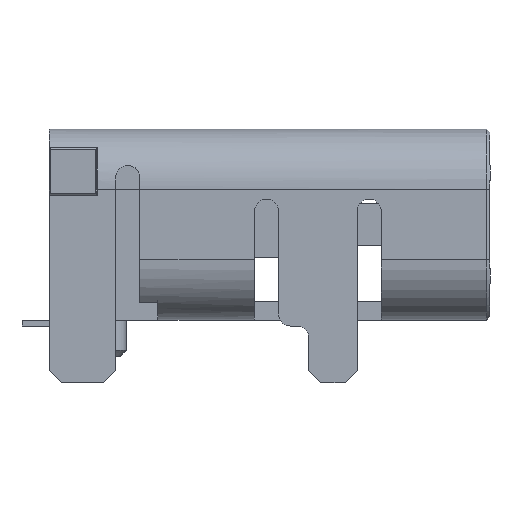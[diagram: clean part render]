
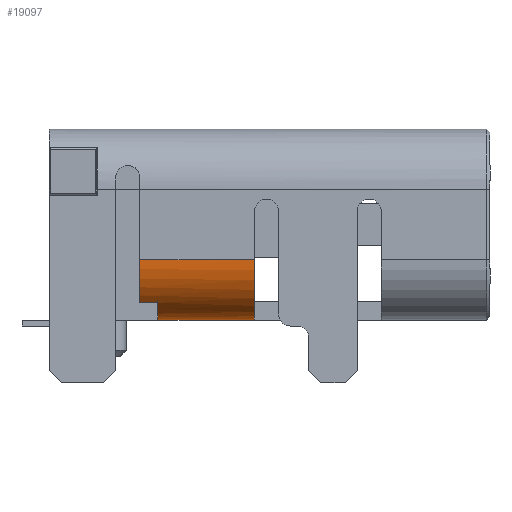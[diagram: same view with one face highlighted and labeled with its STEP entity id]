
A CAD part, left-side view. The second image highlights one B-rep face of the part: STEP entity #19097.
In plain terms, the highlighted cylindrical face has radius 1 mm (diameter 2 mm), a partial arc.
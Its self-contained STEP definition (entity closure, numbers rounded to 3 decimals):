
#14127 = PLANE('',#14128);
#14128 = AXIS2_PLACEMENT_3D('',#14129,#14130,#14131);
#14129 = CARTESIAN_POINT('',(0.,-0.225,1.04));
#14130 = DIRECTION('',(0.,0.,1.));
#14131 = DIRECTION('',(-1.,0.,0.));
#15618 = VERTEX_POINT('',#15619);
#15619 = CARTESIAN_POINT('',(-3.47,0.025,
    1.04));
#15633 = PLANE('',#15634);
#15634 = AXIS2_PLACEMENT_3D('',#15635,#15636,#15637);
#15635 = CARTESIAN_POINT('',(-4.47,0.025,
    3.04));
#15636 = DIRECTION('',(0.,1.,0.));
#15637 = DIRECTION('',(0.,0.,-1.));
#15645 = EDGE_CURVE('',#15618,#15646,#15648,.T.);
#15646 = VERTEX_POINT('',#15647);
#15647 = CARTESIAN_POINT('',(-3.47,1.625,
    1.04));
#15648 = SURFACE_CURVE('',#15649,(#15653,#15660),.PCURVE_S1.);
#15649 = LINE('',#15650,#15651);
#15650 = CARTESIAN_POINT('',(-3.47,-0.225,
    1.04));
#15651 = VECTOR('',#15652,1.);
#15652 = DIRECTION('',(0.,1.,0.));
#15653 = PCURVE('',#14127,#15654);
#15654 = DEFINITIONAL_REPRESENTATION('',(#15655),#15659);
#15655 = LINE('',#15656,#15657);
#15656 = CARTESIAN_POINT('',(3.47,0.));
#15657 = VECTOR('',#15658,1.);
#15658 = DIRECTION('',(0.,-1.));
#15659 = ( GEOMETRIC_REPRESENTATION_CONTEXT(2) 
PARAMETRIC_REPRESENTATION_CONTEXT() REPRESENTATION_CONTEXT('2D SPACE',''
  ) );
#15660 = PCURVE('',#15661,#15666);
#15661 = CYLINDRICAL_SURFACE('',#15662,1.);
#15662 = AXIS2_PLACEMENT_3D('',#15663,#15664,#15665);
#15663 = CARTESIAN_POINT('',(-3.47,-3.875,
    2.04));
#15664 = DIRECTION('',(0.,-1.,0.));
#15665 = DIRECTION('',(1.,0.,0.));
#15666 = DEFINITIONAL_REPRESENTATION('',(#15667),#15671);
#15667 = LINE('',#15668,#15669);
#15668 = CARTESIAN_POINT('',(4.712,-3.65));
#15669 = VECTOR('',#15670,1.);
#15670 = DIRECTION('',(0.,-1.));
#15671 = ( GEOMETRIC_REPRESENTATION_CONTEXT(2) 
PARAMETRIC_REPRESENTATION_CONTEXT() REPRESENTATION_CONTEXT('2D SPACE',''
  ) );
#15689 = PLANE('',#15690);
#15690 = AXIS2_PLACEMENT_3D('',#15691,#15692,#15693);
#15691 = CARTESIAN_POINT('',(-4.17,1.625,
    12.431));
#15692 = DIRECTION('',(0.,-1.,0.));
#15693 = DIRECTION('',(0.,0.,1.));
#17231 = PLANE('',#17232);
#17232 = AXIS2_PLACEMENT_3D('',#17233,#17234,#17235);
#17233 = CARTESIAN_POINT('',(-4.47,-3.875,
    4.2));
#17234 = DIRECTION('',(1.,0.,0.));
#17235 = DIRECTION('',(0.,1.,0.));
#17641 = VERTEX_POINT('',#17642);
#17642 = CARTESIAN_POINT('',(-4.47,1.925,
    2.04));
#17656 = PLANE('',#17657);
#17657 = AXIS2_PLACEMENT_3D('',#17658,#17659,#17660);
#17658 = CARTESIAN_POINT('',(-4.17,1.925,
    3.6));
#17659 = DIRECTION('',(0.,1.,0.));
#17660 = DIRECTION('',(-1.,0.,0.));
#17668 = EDGE_CURVE('',#17641,#17669,#17671,.T.);
#17669 = VERTEX_POINT('',#17670);
#17670 = CARTESIAN_POINT('',(-4.47,0.025,
    2.04));
#17671 = SURFACE_CURVE('',#17672,(#17676,#17683),.PCURVE_S1.);
#17672 = LINE('',#17673,#17674);
#17673 = CARTESIAN_POINT('',(-4.47,-3.875,
    2.04));
#17674 = VECTOR('',#17675,1.);
#17675 = DIRECTION('',(0.,-1.,0.));
#17676 = PCURVE('',#17231,#17677);
#17677 = DEFINITIONAL_REPRESENTATION('',(#17678),#17682);
#17678 = LINE('',#17679,#17680);
#17679 = CARTESIAN_POINT('',(0.,-2.16));
#17680 = VECTOR('',#17681,1.);
#17681 = DIRECTION('',(-1.,0.));
#17682 = ( GEOMETRIC_REPRESENTATION_CONTEXT(2) 
PARAMETRIC_REPRESENTATION_CONTEXT() REPRESENTATION_CONTEXT('2D SPACE',''
  ) );
#17683 = PCURVE('',#15661,#17684);
#17684 = DEFINITIONAL_REPRESENTATION('',(#17685),#17689);
#17685 = LINE('',#17686,#17687);
#17686 = CARTESIAN_POINT('',(3.142,0.));
#17687 = VECTOR('',#17688,1.);
#17688 = DIRECTION('',(0.,1.));
#17689 = ( GEOMETRIC_REPRESENTATION_CONTEXT(2) 
PARAMETRIC_REPRESENTATION_CONTEXT() REPRESENTATION_CONTEXT('2D SPACE',''
  ) );
#18376 = PLANE('',#18377);
#18377 = AXIS2_PLACEMENT_3D('',#18378,#18379,#18380);
#18378 = CARTESIAN_POINT('',(-4.17,3.425,
    3.2));
#18379 = DIRECTION('',(-1.,0.,0.));
#18380 = DIRECTION('',(-0.,0.,-1.));
#18546 = VERTEX_POINT('',#18547);
#18547 = CARTESIAN_POINT('',(-4.17,1.625,
    1.326));
#18568 = EDGE_CURVE('',#18546,#18569,#18571,.T.);
#18569 = VERTEX_POINT('',#18570);
#18570 = CARTESIAN_POINT('',(-4.17,1.925,
    1.326));
#18571 = SURFACE_CURVE('',#18572,(#18576,#18583),.PCURVE_S1.);
#18572 = LINE('',#18573,#18574);
#18573 = CARTESIAN_POINT('',(-4.17,-3.875,
    1.326));
#18574 = VECTOR('',#18575,1.);
#18575 = DIRECTION('',(0.,1.,0.));
#18576 = PCURVE('',#18376,#18577);
#18577 = DEFINITIONAL_REPRESENTATION('',(#18578),#18582);
#18578 = LINE('',#18579,#18580);
#18579 = CARTESIAN_POINT('',(1.874,7.3));
#18580 = VECTOR('',#18581,1.);
#18581 = DIRECTION('',(0.,-1.));
#18582 = ( GEOMETRIC_REPRESENTATION_CONTEXT(2) 
PARAMETRIC_REPRESENTATION_CONTEXT() REPRESENTATION_CONTEXT('2D SPACE',''
  ) );
#18583 = PCURVE('',#15661,#18584);
#18584 = DEFINITIONAL_REPRESENTATION('',(#18585),#18589);
#18585 = LINE('',#18586,#18587);
#18586 = CARTESIAN_POINT('',(3.937,0.));
#18587 = VECTOR('',#18588,1.);
#18588 = DIRECTION('',(0.,-1.));
#18589 = ( GEOMETRIC_REPRESENTATION_CONTEXT(2) 
PARAMETRIC_REPRESENTATION_CONTEXT() REPRESENTATION_CONTEXT('2D SPACE',''
  ) );
#19097 = ADVANCED_FACE('',(#19098),#15661,.T.);
#19098 = FACE_BOUND('',#19099,.T.);
#19099 = EDGE_LOOP('',(#19100,#19101,#19127,#19128,#19154,#19155));
#19100 = ORIENTED_EDGE('',*,*,#17668,.F.);
#19101 = ORIENTED_EDGE('',*,*,#19102,.T.);
#19102 = EDGE_CURVE('',#17641,#18569,#19103,.T.);
#19103 = SURFACE_CURVE('',#19104,(#19109,#19116),.PCURVE_S1.);
#19104 = CIRCLE('',#19105,1.);
#19105 = AXIS2_PLACEMENT_3D('',#19106,#19107,#19108);
#19106 = CARTESIAN_POINT('',(-3.47,1.925,
    2.04));
#19107 = DIRECTION('',(0.,-1.,0.));
#19108 = DIRECTION('',(-1.,0.,0.));
#19109 = PCURVE('',#15661,#19110);
#19110 = DEFINITIONAL_REPRESENTATION('',(#19111),#19115);
#19111 = LINE('',#19112,#19113);
#19112 = CARTESIAN_POINT('',(3.142,-5.8));
#19113 = VECTOR('',#19114,1.);
#19114 = DIRECTION('',(1.,0.));
#19115 = ( GEOMETRIC_REPRESENTATION_CONTEXT(2) 
PARAMETRIC_REPRESENTATION_CONTEXT() REPRESENTATION_CONTEXT('2D SPACE',''
  ) );
#19116 = PCURVE('',#17656,#19117);
#19117 = DEFINITIONAL_REPRESENTATION('',(#19118),#19126);
#19118 = ( BOUNDED_CURVE() B_SPLINE_CURVE(2,(#19119,#19120,#19121,#19122
    ,#19123,#19124,#19125),.UNSPECIFIED.,.T.,.F.) 
B_SPLINE_CURVE_WITH_KNOTS((1,2,2,2,2,1),(-2.094,0.,
    2.094,4.189,6.283,8.378),
.UNSPECIFIED.) CURVE() GEOMETRIC_REPRESENTATION_ITEM() 
RATIONAL_B_SPLINE_CURVE((1.,0.5,1.,0.5,1.,0.5,1.)) REPRESENTATION_ITEM(
  '') );
#19119 = CARTESIAN_POINT('',(0.3,-1.56));
#19120 = CARTESIAN_POINT('',(0.3,-3.292));
#19121 = CARTESIAN_POINT('',(-1.2,-2.426));
#19122 = CARTESIAN_POINT('',(-2.7,-1.56));
#19123 = CARTESIAN_POINT('',(-1.2,-0.694));
#19124 = CARTESIAN_POINT('',(0.3,0.172));
#19125 = CARTESIAN_POINT('',(0.3,-1.56));
#19126 = ( GEOMETRIC_REPRESENTATION_CONTEXT(2) 
PARAMETRIC_REPRESENTATION_CONTEXT() REPRESENTATION_CONTEXT('2D SPACE',''
  ) );
#19127 = ORIENTED_EDGE('',*,*,#18568,.F.);
#19128 = ORIENTED_EDGE('',*,*,#19129,.F.);
#19129 = EDGE_CURVE('',#15646,#18546,#19130,.T.);
#19130 = SURFACE_CURVE('',#19131,(#19136,#19143),.PCURVE_S1.);
#19131 = CIRCLE('',#19132,1.);
#19132 = AXIS2_PLACEMENT_3D('',#19133,#19134,#19135);
#19133 = CARTESIAN_POINT('',(-3.47,1.625,
    2.04));
#19134 = DIRECTION('',(0.,1.,0.));
#19135 = DIRECTION('',(0.,0.,1.));
#19136 = PCURVE('',#15661,#19137);
#19137 = DEFINITIONAL_REPRESENTATION('',(#19138),#19142);
#19138 = LINE('',#19139,#19140);
#19139 = CARTESIAN_POINT('',(7.854,-5.5));
#19140 = VECTOR('',#19141,1.);
#19141 = DIRECTION('',(-1.,0.));
#19142 = ( GEOMETRIC_REPRESENTATION_CONTEXT(2) 
PARAMETRIC_REPRESENTATION_CONTEXT() REPRESENTATION_CONTEXT('2D SPACE',''
  ) );
#19143 = PCURVE('',#15689,#19144);
#19144 = DEFINITIONAL_REPRESENTATION('',(#19145),#19153);
#19145 = ( BOUNDED_CURVE() B_SPLINE_CURVE(2,(#19146,#19147,#19148,#19149
    ,#19150,#19151,#19152),.UNSPECIFIED.,.T.,.F.) 
B_SPLINE_CURVE_WITH_KNOTS((1,2,2,2,2,1),(-2.094,0.,
    2.094,4.189,6.283,8.378),
.UNSPECIFIED.) CURVE() GEOMETRIC_REPRESENTATION_ITEM() 
RATIONAL_B_SPLINE_CURVE((1.,0.5,1.,0.5,1.,0.5,1.)) REPRESENTATION_ITEM(
  '') );
#19146 = CARTESIAN_POINT('',(-9.391,-0.7));
#19147 = CARTESIAN_POINT('',(-9.391,-2.432));
#19148 = CARTESIAN_POINT('',(-10.891,-1.566));
#19149 = CARTESIAN_POINT('',(-12.391,-0.7));
#19150 = CARTESIAN_POINT('',(-10.891,0.166));
#19151 = CARTESIAN_POINT('',(-9.391,1.032));
#19152 = CARTESIAN_POINT('',(-9.391,-0.7));
#19153 = ( GEOMETRIC_REPRESENTATION_CONTEXT(2) 
PARAMETRIC_REPRESENTATION_CONTEXT() REPRESENTATION_CONTEXT('2D SPACE',''
  ) );
#19154 = ORIENTED_EDGE('',*,*,#15645,.F.);
#19155 = ORIENTED_EDGE('',*,*,#19156,.F.);
#19156 = EDGE_CURVE('',#17669,#15618,#19157,.T.);
#19157 = SURFACE_CURVE('',#19158,(#19163,#19170),.PCURVE_S1.);
#19158 = CIRCLE('',#19159,1.);
#19159 = AXIS2_PLACEMENT_3D('',#19160,#19161,#19162);
#19160 = CARTESIAN_POINT('',(-3.47,0.025,
    2.04));
#19161 = DIRECTION('',(0.,-1.,0.));
#19162 = DIRECTION('',(0.,0.,-1.));
#19163 = PCURVE('',#15661,#19164);
#19164 = DEFINITIONAL_REPRESENTATION('',(#19165),#19169);
#19165 = LINE('',#19166,#19167);
#19166 = CARTESIAN_POINT('',(-1.571,-3.9));
#19167 = VECTOR('',#19168,1.);
#19168 = DIRECTION('',(1.,0.));
#19169 = ( GEOMETRIC_REPRESENTATION_CONTEXT(2) 
PARAMETRIC_REPRESENTATION_CONTEXT() REPRESENTATION_CONTEXT('2D SPACE',''
  ) );
#19170 = PCURVE('',#15633,#19171);
#19171 = DEFINITIONAL_REPRESENTATION('',(#19172),#19180);
#19172 = ( BOUNDED_CURVE() B_SPLINE_CURVE(2,(#19173,#19174,#19175,#19176
    ,#19177,#19178,#19179),.UNSPECIFIED.,.T.,.F.) 
B_SPLINE_CURVE_WITH_KNOTS((1,2,2,2,2,1),(-2.094,0.,
    2.094,4.189,6.283,8.378),
.UNSPECIFIED.) CURVE() GEOMETRIC_REPRESENTATION_ITEM() 
RATIONAL_B_SPLINE_CURVE((1.,0.5,1.,0.5,1.,0.5,1.)) REPRESENTATION_ITEM(
  '') );
#19173 = CARTESIAN_POINT('',(2.,-1.));
#19174 = CARTESIAN_POINT('',(2.,-2.732));
#19175 = CARTESIAN_POINT('',(0.5,-1.866));
#19176 = CARTESIAN_POINT('',(-1.,-1.));
#19177 = CARTESIAN_POINT('',(0.5,-0.134));
#19178 = CARTESIAN_POINT('',(2.,0.732));
#19179 = CARTESIAN_POINT('',(2.,-1.));
#19180 = ( GEOMETRIC_REPRESENTATION_CONTEXT(2) 
PARAMETRIC_REPRESENTATION_CONTEXT() REPRESENTATION_CONTEXT('2D SPACE',''
  ) );
